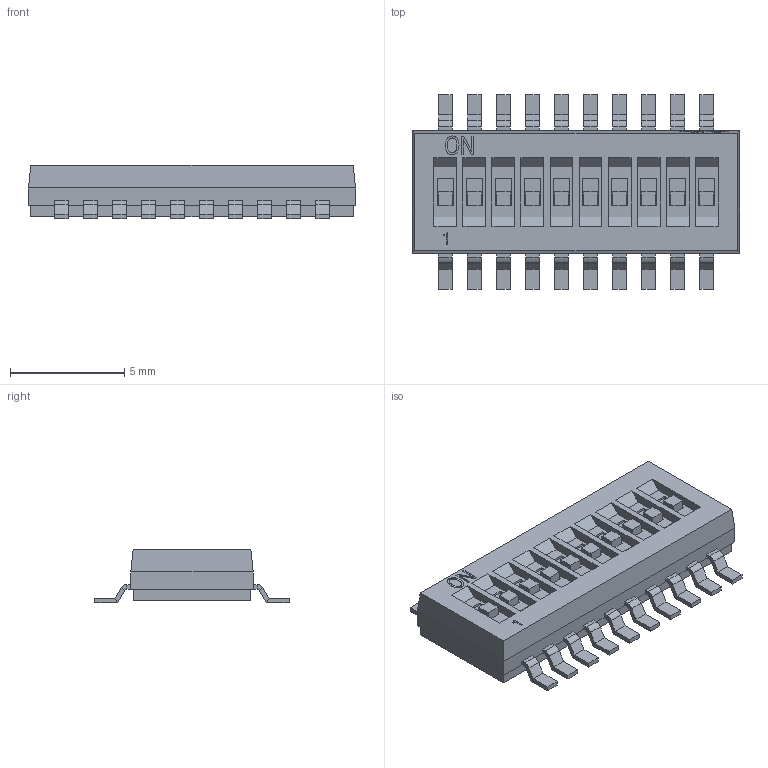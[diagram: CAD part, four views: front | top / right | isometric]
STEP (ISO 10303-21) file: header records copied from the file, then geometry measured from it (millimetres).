
FILE_DESCRIPTION(/* description */ (''),/* implementation_level */ '2;1');
FILE_NAME(/* name */ '10DIP.step',/* time_stamp */ '2024-02-06T12:07:18-08:00',/* author */ (''),/* organization */ (''),/* preprocessor_version */ 'ST-DEVELOPER v20',/* originating_system */ 'Autodesk Translation Framework v12.14.0.127',/* authorisation */ '');
FILE_SCHEMA (('AUTOMOTIVE_DESIGN { 1 0 10303 214 3 1 1 }'));
Length unit declared in the file: millimetre
Products named in the file (4): 3D_PCB_NEW_PCB_2024-02-06_2024-02-06; SW1; SW-SMD_DSHP10TS-S; COMPOUND
Assembly tree (3 placements, depth 4):
  3D_PCB_NEW_PCB_2024-02-06_2024-02-06
    SW1
      SW-SMD_DSHP10TS-S
        COMPOUND
Bounding box: 14.3 x 8.5 x 2.35 mm (x, y, z)
Volume: 163.4 mm3; surface area: 345.7 mm2
Topology: 24 solids, 24 shells, 820 faces, 1976 edges, 1236 vertices
Faces by surface type: plane 654, bspline 126, cylinder 40
Entity records: 26162 total; most frequent: CARTESIAN_POINT 6859, ORIENTED_EDGE 3952, DIRECTION 3378, EDGE_CURVE 1976, LINE 1644, VECTOR 1644, VERTEX_POINT 1236, AXIS2_PLACEMENT_3D 867
